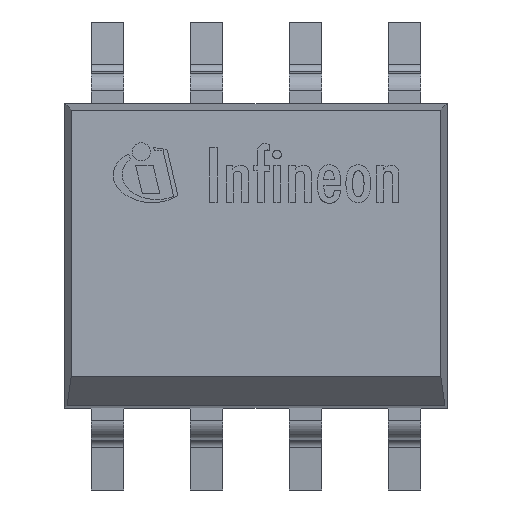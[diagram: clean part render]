
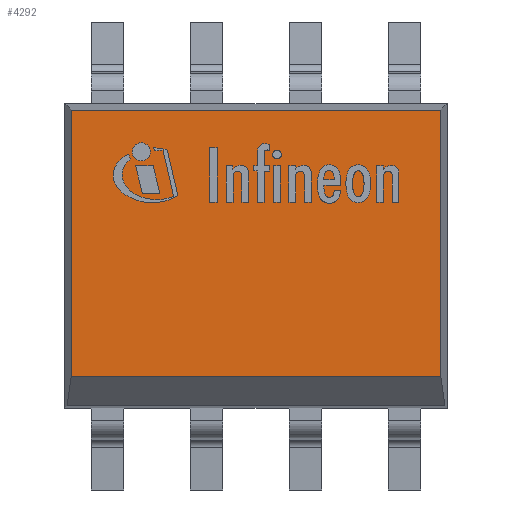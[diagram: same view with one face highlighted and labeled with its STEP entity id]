
A CAD part, top view. The second image highlights one B-rep face of the part: STEP entity #4292.
In plain terms, the highlighted planar face has unit normal (0, 0, 1).
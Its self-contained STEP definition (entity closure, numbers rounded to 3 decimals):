
#545=FACE_OUTER_BOUND('',#795,.T.);
#795=EDGE_LOOP('',(#2925,#2926,#2927,#2928));
#1061=LINE('',#6737,#1431);
#1067=LINE('',#6749,#1437);
#1070=LINE('',#6755,#1440);
#1071=LINE('',#6756,#1441);
#1431=VECTOR('',#5265,10.);
#1437=VECTOR('',#5275,10.);
#1440=VECTOR('',#5280,10.);
#1441=VECTOR('',#5281,10.);
#1792=VERTEX_POINT('',#6733);
#1794=VERTEX_POINT('',#6736);
#1798=VERTEX_POINT('',#6748);
#1800=VERTEX_POINT('',#6754);
#2237=EDGE_CURVE('',#1794,#1792,#1061,.T.);
#2243=EDGE_CURVE('',#1794,#1798,#1067,.T.);
#2246=EDGE_CURVE('',#1800,#1792,#1070,.T.);
#2247=EDGE_CURVE('',#1798,#1800,#1071,.T.);
#2925=ORIENTED_EDGE('',*,*,#2237,.T.);
#2926=ORIENTED_EDGE('',*,*,#2246,.F.);
#2927=ORIENTED_EDGE('',*,*,#2247,.F.);
#2928=ORIENTED_EDGE('',*,*,#2243,.F.);
#4183=PLANE('',#4675);
#4292=ADVANCED_FACE('',(#545),#4183,.T.);
#4675=AXIS2_PLACEMENT_3D('',#6753,#5278,#5279);
#5265=DIRECTION('',(1.,0.,0.));
#5275=DIRECTION('',(0.,1.,0.));
#5278=DIRECTION('center_axis',(0.,0.,1.));
#5279=DIRECTION('ref_axis',(1.,0.,0.));
#5280=DIRECTION('',(0.,-1.,0.));
#5281=DIRECTION('',(1.,0.,0.));
#6733=CARTESIAN_POINT('',(2.369,-1.547,1.55));
#6736=CARTESIAN_POINT('',(-2.369,-1.547,1.55));
#6737=CARTESIAN_POINT('',(1.225,-1.547,1.55));
#6748=CARTESIAN_POINT('',(-2.369,1.869,1.55));
#6749=CARTESIAN_POINT('',(-2.369,0.975,1.55));
#6753=CARTESIAN_POINT('Origin',(0.,0.,1.55));
#6754=CARTESIAN_POINT('',(2.369,1.869,1.55));
#6755=CARTESIAN_POINT('',(2.369,-0.975,1.55));
#6756=CARTESIAN_POINT('',(1.225,1.869,1.55));
